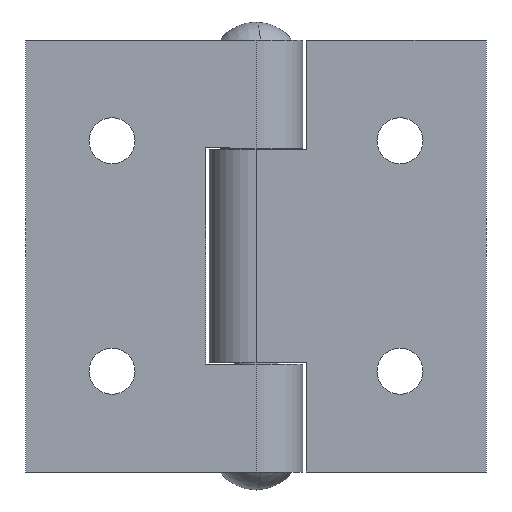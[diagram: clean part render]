
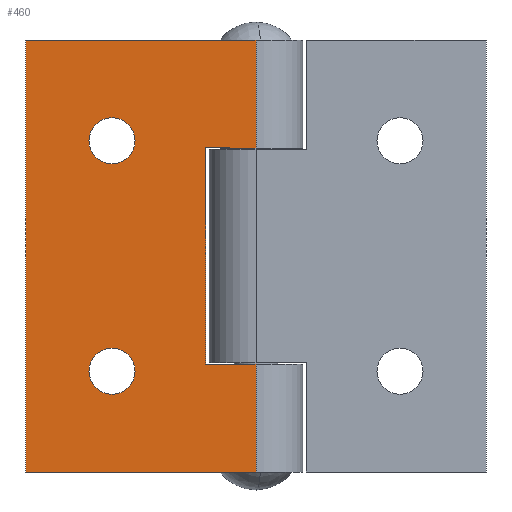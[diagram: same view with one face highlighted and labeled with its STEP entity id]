
A CAD part, front view. The second image highlights one B-rep face of the part: STEP entity #460.
In plain terms, the highlighted planar face has unit normal (0, -1, 0).
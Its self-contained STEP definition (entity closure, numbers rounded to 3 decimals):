
#11 = EDGE_CURVE ( 'NONE', #311, #12, #560, .T. ) ;
#12 = VERTEX_POINT ( 'NONE', #556 ) ;
#71 = VERTEX_POINT ( 'NONE', #893 ) ;
#149 = EDGE_CURVE ( 'NONE', #150, #71, #752, .T. ) ;
#150 = VERTEX_POINT ( 'NONE', #747 ) ;
#159 = EDGE_CURVE ( 'NONE', #186, #187, #1008, .T. ) ;
#186 = VERTEX_POINT ( 'NONE', #1133 ) ;
#187 = VERTEX_POINT ( 'NONE', #1132 ) ;
#215 = VERTEX_POINT ( 'NONE', #1021 ) ;
#217 = EDGE_CURVE ( 'NONE', #215, #347, #1020, .T. ) ;
#311 = VERTEX_POINT ( 'NONE', #1335 ) ;
#331 = VERTEX_POINT ( 'NONE', #1262 ) ;
#333 = EDGE_CURVE ( 'NONE', #334, #331, #1261, .T. ) ;
#334 = VERTEX_POINT ( 'NONE', #1257 ) ;
#347 = VERTEX_POINT ( 'NONE', #1220 ) ;
#355 = EDGE_CURVE ( 'NONE', #187, #186, #1283, .T. ) ;
#356 = ORIENTED_EDGE ( 'NONE', *, *, #159, .T. ) ;
#357 = EDGE_LOOP ( 'NONE', ( #359, #362, #364, #365, #367, #368, #376, #377 ) ) ;
#358 = VERTEX_POINT ( 'NONE', #1278 ) ;
#359 = ORIENTED_EDGE ( 'NONE', *, *, #360, .T. ) ;
#360 = EDGE_CURVE ( 'NONE', #358, #361, #1277, .T. ) ;
#361 = VERTEX_POINT ( 'NONE', #1273 ) ;
#362 = ORIENTED_EDGE ( 'NONE', *, *, #363, .T. ) ;
#363 = EDGE_CURVE ( 'NONE', #361, #12, #1272, .T. ) ;
#364 = ORIENTED_EDGE ( 'NONE', *, *, #11, .F. ) ;
#365 = ORIENTED_EDGE ( 'NONE', *, *, #366, .F. ) ;
#366 = EDGE_CURVE ( 'NONE', #334, #311, #1268, .T. ) ;
#367 = ORIENTED_EDGE ( 'NONE', *, *, #333, .T. ) ;
#368 = ORIENTED_EDGE ( 'NONE', *, *, #369, .T. ) ;
#369 = EDGE_CURVE ( 'NONE', #331, #347, #1392, .T. ) ;
#376 = ORIENTED_EDGE ( 'NONE', *, *, #217, .F. ) ;
#377 = ORIENTED_EDGE ( 'NONE', *, *, #378, .T. ) ;
#378 = EDGE_CURVE ( 'NONE', #215, #358, #1388, .T. ) ;
#460 = ADVANCED_FACE ( 'NONE', ( #1518, #1566, #1565 ), #1564, .F. ) ;
#461 = EDGE_LOOP ( 'NONE', ( #466, #468 ) ) ;
#466 = ORIENTED_EDGE ( 'NONE', *, *, #467, .T. ) ;
#467 = EDGE_CURVE ( 'NONE', #71, #150, #1605, .T. ) ;
#468 = ORIENTED_EDGE ( 'NONE', *, *, #149, .T. ) ;
#469 = EDGE_LOOP ( 'NONE', ( #470, #356 ) ) ;
#470 = ORIENTED_EDGE ( 'NONE', *, *, #355, .T. ) ;
#556 = CARTESIAN_POINT ( 'NONE',  ( 0., -3.25, 7.5 ) ) ;
#557 = DIRECTION ( 'NONE',  ( 0., 0., -1. ) ) ;
#558 = VECTOR ( 'NONE', #557, 1000. ) ;
#559 = CARTESIAN_POINT ( 'NONE',  ( 0., -3.25, 15. ) ) ;
#560 = LINE ( 'NONE', #559, #558 ) ;
#747 = CARTESIAN_POINT ( 'NONE',  ( -10., -3.25, 6.4 ) ) ;
#748 = DIRECTION ( 'NONE',  ( 0., 0., 1. ) ) ;
#749 = DIRECTION ( 'NONE',  ( 0., 1., 0. ) ) ;
#750 = CARTESIAN_POINT ( 'NONE',  ( -10., -3.25, 8. ) ) ;
#751 = AXIS2_PLACEMENT_3D ( 'NONE', #750, #749, #748 ) ;
#752 = CIRCLE ( 'NONE', #751, 1.6 ) ;
#893 = CARTESIAN_POINT ( 'NONE',  ( -10., -3.25, 9.6 ) ) ;
#1005 = DIRECTION ( 'NONE',  ( 0., 1., 0. ) ) ;
#1006 = CARTESIAN_POINT ( 'NONE',  ( -10., -3.25, -8. ) ) ;
#1007 = AXIS2_PLACEMENT_3D ( 'NONE', #1006, #1005, #1147 ) ;
#1008 = CIRCLE ( 'NONE', #1007, 1.6 ) ;
#1017 = DIRECTION ( 'NONE',  ( 0., 0., -1. ) ) ;
#1018 = VECTOR ( 'NONE', #1017, 1000. ) ;
#1019 = CARTESIAN_POINT ( 'NONE',  ( 0., -3.25, 15. ) ) ;
#1020 = LINE ( 'NONE', #1019, #1018 ) ;
#1021 = CARTESIAN_POINT ( 'NONE',  ( 0., -3.25, -7.5 ) ) ;
#1132 = CARTESIAN_POINT ( 'NONE',  ( -10., -3.25, -6.4 ) ) ;
#1133 = CARTESIAN_POINT ( 'NONE',  ( -10., -3.25, -9.6 ) ) ;
#1147 = DIRECTION ( 'NONE',  ( 0., 0., 1. ) ) ;
#1220 = CARTESIAN_POINT ( 'NONE',  ( 0., -3.25, -15. ) ) ;
#1257 = CARTESIAN_POINT ( 'NONE',  ( -16., -3.25, 15. ) ) ;
#1258 = DIRECTION ( 'NONE',  ( 0., 0., -1. ) ) ;
#1259 = VECTOR ( 'NONE', #1258, 1000. ) ;
#1260 = CARTESIAN_POINT ( 'NONE',  ( -16., -3.25, 15. ) ) ;
#1261 = LINE ( 'NONE', #1260, #1259 ) ;
#1262 = CARTESIAN_POINT ( 'NONE',  ( -16., -3.25, -15. ) ) ;
#1265 = DIRECTION ( 'NONE',  ( 1., 0., 0. ) ) ;
#1266 = VECTOR ( 'NONE', #1265, 1000. ) ;
#1267 = CARTESIAN_POINT ( 'NONE',  ( 0., -3.25, 15. ) ) ;
#1268 = LINE ( 'NONE', #1267, #1266 ) ;
#1269 = DIRECTION ( 'NONE',  ( 1., 0., 0. ) ) ;
#1270 = VECTOR ( 'NONE', #1269, 1000. ) ;
#1271 = CARTESIAN_POINT ( 'NONE',  ( 0., -3.25, 7.5 ) ) ;
#1272 = LINE ( 'NONE', #1271, #1270 ) ;
#1273 = CARTESIAN_POINT ( 'NONE',  ( -3.5, -3.25, 7.5 ) ) ;
#1274 = DIRECTION ( 'NONE',  ( 0., 0., 1. ) ) ;
#1275 = VECTOR ( 'NONE', #1274, 1000. ) ;
#1276 = CARTESIAN_POINT ( 'NONE',  ( -3.5, -3.25, 15. ) ) ;
#1277 = LINE ( 'NONE', #1276, #1275 ) ;
#1278 = CARTESIAN_POINT ( 'NONE',  ( -3.5, -3.25, -7.5 ) ) ;
#1279 = DIRECTION ( 'NONE',  ( 0., 0., 1. ) ) ;
#1280 = DIRECTION ( 'NONE',  ( 0., 1., 0. ) ) ;
#1281 = CARTESIAN_POINT ( 'NONE',  ( -10., -3.25, -8. ) ) ;
#1282 = AXIS2_PLACEMENT_3D ( 'NONE', #1281, #1280, #1279 ) ;
#1283 = CIRCLE ( 'NONE', #1282, 1.6 ) ;
#1335 = CARTESIAN_POINT ( 'NONE',  ( 0., -3.25, 15. ) ) ;
#1385 = DIRECTION ( 'NONE',  ( -1., 0., 0. ) ) ;
#1386 = VECTOR ( 'NONE', #1385, 1000. ) ;
#1387 = CARTESIAN_POINT ( 'NONE',  ( 0., -3.25, -7.5 ) ) ;
#1388 = LINE ( 'NONE', #1387, #1386 ) ;
#1389 = DIRECTION ( 'NONE',  ( 1., 0., 0. ) ) ;
#1390 = VECTOR ( 'NONE', #1389, 1000. ) ;
#1391 = CARTESIAN_POINT ( 'NONE',  ( 0., -3.25, -15. ) ) ;
#1392 = LINE ( 'NONE', #1391, #1390 ) ;
#1456 = DIRECTION ( 'NONE',  ( 0., 0., 1. ) ) ;
#1518 = FACE_BOUND ( 'NONE', #461, .T. ) ;
#1563 = CARTESIAN_POINT ( 'NONE',  ( -10., -3.25, 8. ) ) ;
#1564 = PLANE ( 'NONE',  #1583 ) ;
#1565 = FACE_OUTER_BOUND ( 'NONE', #357, .T. ) ;
#1566 = FACE_BOUND ( 'NONE', #469, .T. ) ;
#1569 = DIRECTION ( 'NONE',  ( -1., 0., 0. ) ) ;
#1570 = DIRECTION ( 'NONE',  ( 0., 1., 0. ) ) ;
#1582 = CARTESIAN_POINT ( 'NONE',  ( 0., -3.25, 15. ) ) ;
#1583 = AXIS2_PLACEMENT_3D ( 'NONE', #1582, #1570, #1569 ) ;
#1603 = DIRECTION ( 'NONE',  ( 0., 1., 0. ) ) ;
#1604 = AXIS2_PLACEMENT_3D ( 'NONE', #1563, #1603, #1456 ) ;
#1605 = CIRCLE ( 'NONE', #1604, 1.6 ) ;
